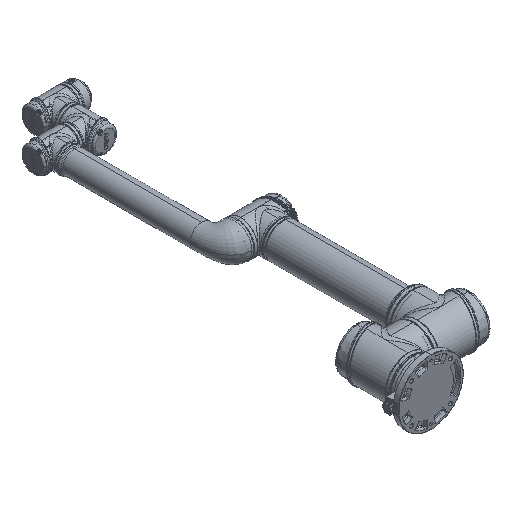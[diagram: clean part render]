
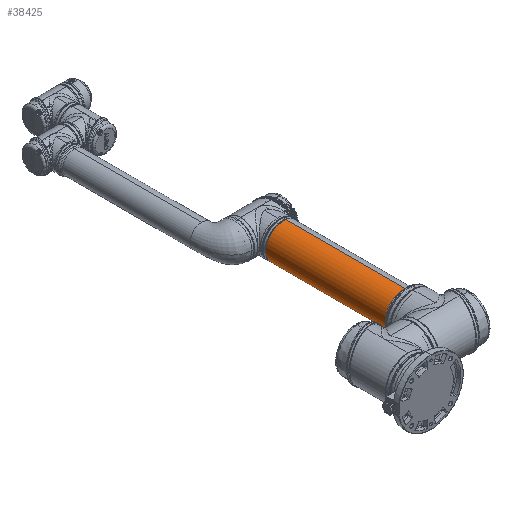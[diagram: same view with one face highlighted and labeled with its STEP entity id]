
A CAD part, isometric view. The second image highlights one B-rep face of the part: STEP entity #38425.
In plain terms, the highlighted cylindrical face has radius 58 mm (diameter 116 mm), a partial arc.
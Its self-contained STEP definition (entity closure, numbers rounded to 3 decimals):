
#2381 = CARTESIAN_POINT ( 'NONE',  ( -93.681, 121.854, 0. ) ) ;
#4230 = AXIS2_PLACEMENT_3D ( 'NONE', #8507, #171176, #134374 ) ;
#5165 = AXIS2_PLACEMENT_3D ( 'NONE', #2381, #205087, #149837 ) ;
#8507 = CARTESIAN_POINT ( 'NONE',  ( -93.681, 525.654, 0. ) ) ;
#10619 = CYLINDRICAL_SURFACE ( 'NONE', #31136, 58. ) ;
#21076 = EDGE_CURVE ( 'NONE', #166676, #146844, #96773, .T. ) ;
#25996 = CARTESIAN_POINT ( 'NONE',  ( -104.113, 525.654, -57.054 ) ) ;
#31136 = AXIS2_PLACEMENT_3D ( 'NONE', #95820, #113419, #58150 ) ;
#38425 = ADVANCED_FACE ( 'NONE', ( #128171 ), #10619, .T. ) ;
#51692 = ORIENTED_EDGE ( 'NONE', *, *, #164327, .F. ) ;
#58150 = DIRECTION ( 'NONE',  ( -0.18, 0., -0.984 ) ) ;
#61414 = EDGE_LOOP ( 'NONE', ( #51692, #87844, #141071, #168326 ) ) ;
#76706 = DIRECTION ( 'NONE',  ( 0., 1., 0. ) ) ;
#85942 = CARTESIAN_POINT ( 'NONE',  ( -83.248, 525.654, 57.054 ) ) ;
#87844 = ORIENTED_EDGE ( 'NONE', *, *, #160909, .T. ) ;
#95820 = CARTESIAN_POINT ( 'NONE',  ( -93.681, 79.854, 0. ) ) ;
#96773 = CIRCLE ( 'NONE', #4230, 58. ) ;
#97976 = VECTOR ( 'NONE', #76706, 1000. ) ;
#105471 = EDGE_CURVE ( 'NONE', #208817, #146844, #199066, .T. ) ;
#107691 = CIRCLE ( 'NONE', #5165, 58. ) ;
#113419 = DIRECTION ( 'NONE',  ( 0., 1., 0. ) ) ;
#113939 = VERTEX_POINT ( 'NONE', #116209 ) ;
#116209 = CARTESIAN_POINT ( 'NONE',  ( -83.248, 121.854, 57.054 ) ) ;
#128171 = FACE_OUTER_BOUND ( 'NONE', #61414, .T. ) ;
#133082 = VECTOR ( 'NONE', #190836, 1000. ) ;
#134374 = DIRECTION ( 'NONE',  ( 0.18, 0., 0.984 ) ) ;
#141071 = ORIENTED_EDGE ( 'NONE', *, *, #21076, .T. ) ;
#146844 = VERTEX_POINT ( 'NONE', #25996 ) ;
#147979 = CARTESIAN_POINT ( 'NONE',  ( -104.113, 121.854, -57.054 ) ) ;
#149837 = DIRECTION ( 'NONE',  ( 0.18, 0., 0.984 ) ) ;
#154063 = CARTESIAN_POINT ( 'NONE',  ( -104.113, 79.854, -57.054 ) ) ;
#160909 = EDGE_CURVE ( 'NONE', #113939, #166676, #166579, .T. ) ;
#164327 = EDGE_CURVE ( 'NONE', #113939, #208817, #107691, .T. ) ;
#166579 = LINE ( 'NONE', #222502, #97976 ) ;
#166676 = VERTEX_POINT ( 'NONE', #85942 ) ;
#168326 = ORIENTED_EDGE ( 'NONE', *, *, #105471, .F. ) ;
#171176 = DIRECTION ( 'NONE',  ( 0., -1., 0. ) ) ;
#190836 = DIRECTION ( 'NONE',  ( 0., 1., 0. ) ) ;
#199066 = LINE ( 'NONE', #154063, #133082 ) ;
#205087 = DIRECTION ( 'NONE',  ( 0., -1., 0. ) ) ;
#208817 = VERTEX_POINT ( 'NONE', #147979 ) ;
#222502 = CARTESIAN_POINT ( 'NONE',  ( -83.248, 79.854, 57.054 ) ) ;
